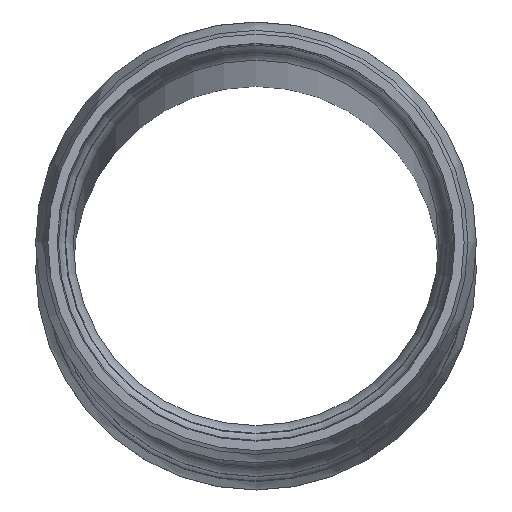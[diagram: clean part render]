
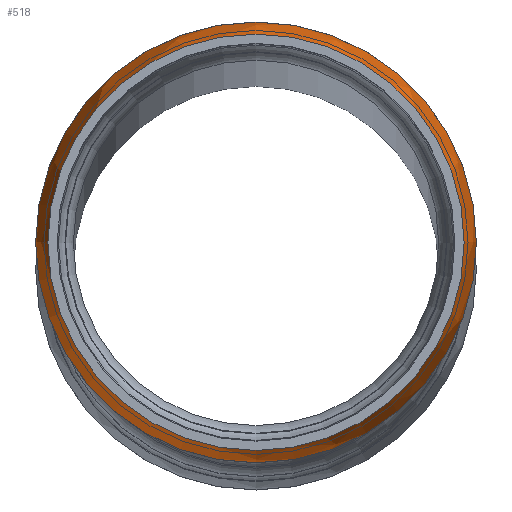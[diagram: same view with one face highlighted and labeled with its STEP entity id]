
A CAD part, top view. The second image highlights one B-rep face of the part: STEP entity #518.
In plain terms, the highlighted free-form (B-spline) face has degree [2, 2] with [3, 9] control points.
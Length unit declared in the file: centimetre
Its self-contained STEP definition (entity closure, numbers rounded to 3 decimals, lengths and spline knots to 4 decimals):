
#74=FACE_OUTER_BOUND('',#107,.T.);
#107=EDGE_LOOP('',(#377,#378,#379,#380,#381));
#150=CIRCLE('',#569,39.7654);
#151=CIRCLE('',#570,42.1);
#152=CIRCLE('',#571,42.1);
#153=CIRCLE('',#572,25.);
#217=VERTEX_POINT('',#945);
#218=VERTEX_POINT('',#974);
#219=VERTEX_POINT('',#975);
#276=EDGE_CURVE('',#217,#217,#150,.T.);
#277=EDGE_CURVE('',#218,#219,#151,.T.);
#278=EDGE_CURVE('',#219,#218,#152,.T.);
#279=EDGE_CURVE('',#219,#217,#153,.T.);
#377=ORIENTED_EDGE('',*,*,#277,.F.);
#378=ORIENTED_EDGE('',*,*,#278,.F.);
#379=ORIENTED_EDGE('',*,*,#279,.T.);
#380=ORIENTED_EDGE('',*,*,#276,.T.);
#381=ORIENTED_EDGE('',*,*,#279,.F.);
#504=(
BOUNDED_SURFACE()
B_SPLINE_SURFACE(2,2,((#947,#948,#949,#950,#951,#952,#953,#954,#955),(#956,
#957,#958,#959,#960,#961,#962,#963,#964),(#965,#966,#967,#968,#969,#970,
#971,#972,#973)),.UNSPECIFIED.,.F.,.T.,.F.)
B_SPLINE_SURFACE_WITH_KNOTS((3,3),(3,2,2,2,3),(-0.4356,0.),
(-3.1416,-1.5708,0.,1.5708,3.1416),
 .UNSPECIFIED.)
GEOMETRIC_REPRESENTATION_ITEM()
RATIONAL_B_SPLINE_SURFACE(((1.,0.707,1.,0.707,1.,
0.707,1.,0.707,1.),(0.976,0.69,
0.976,0.69,0.976,0.69,
0.976,0.69,0.976),(1.,0.707,
1.,0.707,1.,0.707,1.,0.707,1.)))
REPRESENTATION_ITEM('')
SURFACE()
);
#518=ADVANCED_FACE('',(#74),#504,.F.);
#569=AXIS2_PLACEMENT_3D('',#946,#696,#697);
#570=AXIS2_PLACEMENT_3D('',#976,#698,#699);
#571=AXIS2_PLACEMENT_3D('',#977,#700,#701);
#572=AXIS2_PLACEMENT_3D('',#978,#702,#703);
#696=DIRECTION('center_axis',(0.,0.,
-1.));
#697=DIRECTION('ref_axis',(0.,1.,0.));
#698=DIRECTION('center_axis',(0.,0.,
-1.));
#699=DIRECTION('ref_axis',(0.,1.,0.));
#700=DIRECTION('center_axis',(0.,0.,
-1.));
#701=DIRECTION('ref_axis',(0.,1.,0.));
#702=DIRECTION('center_axis',(0.,1.,0.));
#703=DIRECTION('ref_axis',(-1.,0.,0.));
#945=CARTESIAN_POINT('',(-19.2078,33.0465,2971.9144));
#946=CARTESIAN_POINT('Origin',(20.5576,33.0465,2971.9144));
#947=CARTESIAN_POINT('Ctrl Pts',(-19.2078,33.0465,2971.9144));
#948=CARTESIAN_POINT('Ctrl Pts',(-19.2078,72.8119,2971.9144));
#949=CARTESIAN_POINT('Ctrl Pts',(20.5576,72.8119,2971.9144));
#950=CARTESIAN_POINT('Ctrl Pts',(60.323,72.8119,2971.9144));
#951=CARTESIAN_POINT('Ctrl Pts',(60.323,33.0465,2971.9144));
#952=CARTESIAN_POINT('Ctrl Pts',(60.323,-6.7189,2971.9144));
#953=CARTESIAN_POINT('Ctrl Pts',(20.5576,-6.7189,2971.9144));
#954=CARTESIAN_POINT('Ctrl Pts',(-19.2078,-6.7189,2971.9144));
#955=CARTESIAN_POINT('Ctrl Pts',(-19.2078,33.0465,2971.9144));
#956=CARTESIAN_POINT('Ctrl Pts',(-21.5424,33.0465,2966.8982));
#957=CARTESIAN_POINT('Ctrl Pts',(-21.5424,75.1465,2966.8982));
#958=CARTESIAN_POINT('Ctrl Pts',(20.5576,75.1465,2966.8982));
#959=CARTESIAN_POINT('Ctrl Pts',(62.6576,75.1465,2966.8982));
#960=CARTESIAN_POINT('Ctrl Pts',(62.6576,33.0465,2966.8982));
#961=CARTESIAN_POINT('Ctrl Pts',(62.6576,-9.0535,2966.8982));
#962=CARTESIAN_POINT('Ctrl Pts',(20.5576,-9.0535,2966.8982));
#963=CARTESIAN_POINT('Ctrl Pts',(-21.5424,-9.0535,2966.8982));
#964=CARTESIAN_POINT('Ctrl Pts',(-21.5424,33.0465,2966.8982));
#965=CARTESIAN_POINT('Ctrl Pts',(-21.5424,33.0465,2961.3654));
#966=CARTESIAN_POINT('Ctrl Pts',(-21.5424,75.1465,2961.3654));
#967=CARTESIAN_POINT('Ctrl Pts',(20.5576,75.1465,2961.3654));
#968=CARTESIAN_POINT('Ctrl Pts',(62.6576,75.1465,2961.3654));
#969=CARTESIAN_POINT('Ctrl Pts',(62.6576,33.0465,2961.3654));
#970=CARTESIAN_POINT('Ctrl Pts',(62.6576,-9.0535,2961.3654));
#971=CARTESIAN_POINT('Ctrl Pts',(20.5576,-9.0535,2961.3654));
#972=CARTESIAN_POINT('Ctrl Pts',(-21.5424,-9.0535,2961.3654));
#973=CARTESIAN_POINT('Ctrl Pts',(-21.5424,33.0465,2961.3654));
#974=CARTESIAN_POINT('',(20.5576,75.1465,2961.3654));
#975=CARTESIAN_POINT('',(-21.5424,33.0465,2961.3654));
#976=CARTESIAN_POINT('Origin',(20.5576,33.0465,2961.3654));
#977=CARTESIAN_POINT('Origin',(20.5576,33.0465,2961.3654));
#978=CARTESIAN_POINT('Origin',(3.4576,33.0465,2961.3654));
